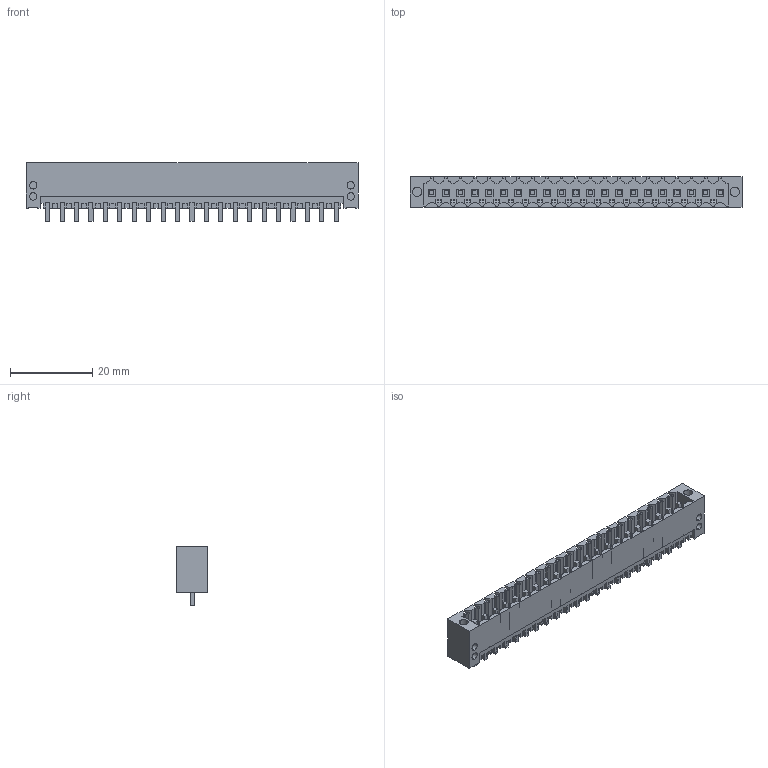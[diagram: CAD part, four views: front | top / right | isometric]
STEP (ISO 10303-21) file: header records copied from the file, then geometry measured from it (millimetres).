
FILE_DESCRIPTION(('CATIA V5 STEP Exchange','CAx-IF Rec.Pracs.--- Model Styling and Organization---1.2---2011-12-15'),'2;1');
FILE_NAME ('D1457311_0_1842960000_1842960000.stp','2018-03-14T17:35:16+00:00',('none'),('Weidmueller'),'CATIA Version 5-6 Release 2014','CATIA V5 STEP AP214','none');
FILE_SCHEMA(('AUTOMOTIVE_DESIGN { 1 0 10303 214 1 1 1 1 }'));
Length unit declared in the file: millimetre
Products named in the file (1): 1842960000
Bounding box: 80.5 x 7.45 x 14.25 mm (x, y, z)
Volume: 2772.3 mm3; surface area: 7306.1 mm2
Topology: 22 solids, 22 shells, 1635 faces, 4804 edges, 3268 vertices
Faces by surface type: plane 1466, cylinder 169
Entity records: 51190 total; most frequent: ORIENTED_EDGE 9608, CARTESIAN_POINT 9475, DIRECTION 6262, EDGE_CURVE 4804, VECTOR 4382, LINE 4382, VERTEX_POINT 3268, EDGE_LOOP 1732
